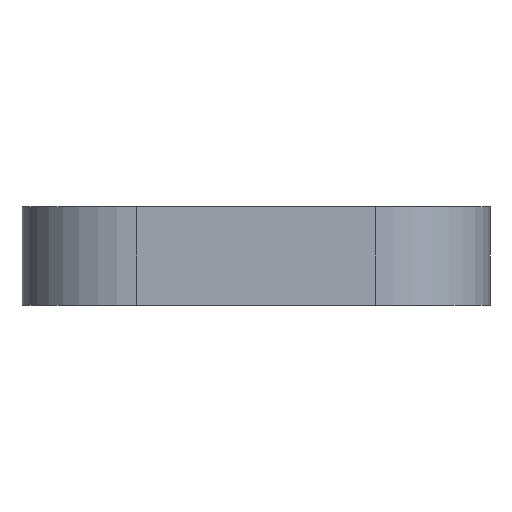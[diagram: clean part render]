
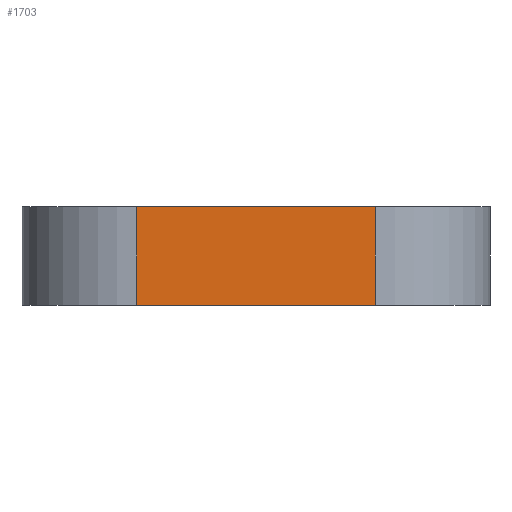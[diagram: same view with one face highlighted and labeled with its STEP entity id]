
A CAD part, left-side view. The second image highlights one B-rep face of the part: STEP entity #1703.
In plain terms, the highlighted planar face has unit normal (-1, 0, 0).
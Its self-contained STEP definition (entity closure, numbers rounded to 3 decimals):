
#73 = PLANE('',#74);
#74 = AXIS2_PLACEMENT_3D('',#75,#76,#77);
#75 = CARTESIAN_POINT('',(0.,-110.886,41.));
#76 = DIRECTION('',(0.,0.,1.));
#77 = DIRECTION('',(0.,1.,0.));
#128 = PLANE('',#129);
#129 = AXIS2_PLACEMENT_3D('',#130,#131,#132);
#130 = CARTESIAN_POINT('',(0.,-110.886,38.));
#131 = DIRECTION('',(0.,0.,1.));
#132 = DIRECTION('',(0.,1.,0.));
#378 = VERTEX_POINT('',#379);
#379 = CARTESIAN_POINT('',(-18.5,-108.75,38.));
#394 = CYLINDRICAL_SURFACE('',#395,3.5);
#395 = AXIS2_PLACEMENT_3D('',#396,#397,#398);
#396 = CARTESIAN_POINT('',(-15.,-108.75,38.));
#397 = DIRECTION('',(-0.,-0.,-1.));
#398 = DIRECTION('',(1.,0.,0.));
#406 = EDGE_CURVE('',#378,#407,#409,.T.);
#407 = VERTEX_POINT('',#408);
#408 = CARTESIAN_POINT('',(-18.5,-116.,38.));
#409 = SURFACE_CURVE('',#410,(#414,#421),.PCURVE_S1.);
#410 = LINE('',#411,#412);
#411 = CARTESIAN_POINT('',(-18.5,-108.75,38.));
#412 = VECTOR('',#413,1.);
#413 = DIRECTION('',(0.,-1.,0.));
#414 = PCURVE('',#128,#415);
#415 = DEFINITIONAL_REPRESENTATION('',(#416),#420);
#416 = LINE('',#417,#418);
#417 = CARTESIAN_POINT('',(2.136,18.5));
#418 = VECTOR('',#419,1.);
#419 = DIRECTION('',(-1.,0.));
#420 = ( GEOMETRIC_REPRESENTATION_CONTEXT(2) 
PARAMETRIC_REPRESENTATION_CONTEXT() REPRESENTATION_CONTEXT('2D SPACE',''
  ) );
#421 = PCURVE('',#422,#427);
#422 = PLANE('',#423);
#423 = AXIS2_PLACEMENT_3D('',#424,#425,#426);
#424 = CARTESIAN_POINT('',(-18.5,-108.75,38.));
#425 = DIRECTION('',(1.,0.,0.));
#426 = DIRECTION('',(0.,-1.,0.));
#427 = DEFINITIONAL_REPRESENTATION('',(#428),#432);
#428 = LINE('',#429,#430);
#429 = CARTESIAN_POINT('',(0.,0.));
#430 = VECTOR('',#431,1.);
#431 = DIRECTION('',(1.,0.));
#432 = ( GEOMETRIC_REPRESENTATION_CONTEXT(2) 
PARAMETRIC_REPRESENTATION_CONTEXT() REPRESENTATION_CONTEXT('2D SPACE',''
  ) );
#451 = CYLINDRICAL_SURFACE('',#452,3.5);
#452 = AXIS2_PLACEMENT_3D('',#453,#454,#455);
#453 = CARTESIAN_POINT('',(-15.,-116.,38.));
#454 = DIRECTION('',(-0.,-0.,-1.));
#455 = DIRECTION('',(1.,0.,0.));
#1182 = VERTEX_POINT('',#1183);
#1183 = CARTESIAN_POINT('',(-18.5,-108.75,41.));
#1205 = EDGE_CURVE('',#1182,#1206,#1208,.T.);
#1206 = VERTEX_POINT('',#1207);
#1207 = CARTESIAN_POINT('',(-18.5,-116.,41.));
#1208 = SURFACE_CURVE('',#1209,(#1213,#1220),.PCURVE_S1.);
#1209 = LINE('',#1210,#1211);
#1210 = CARTESIAN_POINT('',(-18.5,-108.75,41.));
#1211 = VECTOR('',#1212,1.);
#1212 = DIRECTION('',(0.,-1.,0.));
#1213 = PCURVE('',#73,#1214);
#1214 = DEFINITIONAL_REPRESENTATION('',(#1215),#1219);
#1215 = LINE('',#1216,#1217);
#1216 = CARTESIAN_POINT('',(2.136,18.5));
#1217 = VECTOR('',#1218,1.);
#1218 = DIRECTION('',(-1.,0.));
#1219 = ( GEOMETRIC_REPRESENTATION_CONTEXT(2) 
PARAMETRIC_REPRESENTATION_CONTEXT() REPRESENTATION_CONTEXT('2D SPACE',''
  ) );
#1220 = PCURVE('',#422,#1221);
#1221 = DEFINITIONAL_REPRESENTATION('',(#1222),#1226);
#1222 = LINE('',#1223,#1224);
#1223 = CARTESIAN_POINT('',(0.,-3.));
#1224 = VECTOR('',#1225,1.);
#1225 = DIRECTION('',(1.,0.));
#1226 = ( GEOMETRIC_REPRESENTATION_CONTEXT(2) 
PARAMETRIC_REPRESENTATION_CONTEXT() REPRESENTATION_CONTEXT('2D SPACE',''
  ) );
#1655 = EDGE_CURVE('',#378,#1182,#1656,.T.);
#1656 = SURFACE_CURVE('',#1657,(#1661,#1668),.PCURVE_S1.);
#1657 = LINE('',#1658,#1659);
#1658 = CARTESIAN_POINT('',(-18.5,-108.75,38.));
#1659 = VECTOR('',#1660,1.);
#1660 = DIRECTION('',(0.,0.,1.));
#1661 = PCURVE('',#394,#1662);
#1662 = DEFINITIONAL_REPRESENTATION('',(#1663),#1667);
#1663 = LINE('',#1664,#1665);
#1664 = CARTESIAN_POINT('',(-3.142,0.));
#1665 = VECTOR('',#1666,1.);
#1666 = DIRECTION('',(-0.,-1.));
#1667 = ( GEOMETRIC_REPRESENTATION_CONTEXT(2) 
PARAMETRIC_REPRESENTATION_CONTEXT() REPRESENTATION_CONTEXT('2D SPACE',''
  ) );
#1668 = PCURVE('',#422,#1669);
#1669 = DEFINITIONAL_REPRESENTATION('',(#1670),#1674);
#1670 = LINE('',#1671,#1672);
#1671 = CARTESIAN_POINT('',(0.,0.));
#1672 = VECTOR('',#1673,1.);
#1673 = DIRECTION('',(0.,-1.));
#1674 = ( GEOMETRIC_REPRESENTATION_CONTEXT(2) 
PARAMETRIC_REPRESENTATION_CONTEXT() REPRESENTATION_CONTEXT('2D SPACE',''
  ) );
#1703 = ADVANCED_FACE('',(#1704),#422,.F.);
#1704 = FACE_BOUND('',#1705,.F.);
#1705 = EDGE_LOOP('',(#1706,#1707,#1708,#1729));
#1706 = ORIENTED_EDGE('',*,*,#1655,.T.);
#1707 = ORIENTED_EDGE('',*,*,#1205,.T.);
#1708 = ORIENTED_EDGE('',*,*,#1709,.F.);
#1709 = EDGE_CURVE('',#407,#1206,#1710,.T.);
#1710 = SURFACE_CURVE('',#1711,(#1715,#1722),.PCURVE_S1.);
#1711 = LINE('',#1712,#1713);
#1712 = CARTESIAN_POINT('',(-18.5,-116.,38.));
#1713 = VECTOR('',#1714,1.);
#1714 = DIRECTION('',(0.,0.,1.));
#1715 = PCURVE('',#422,#1716);
#1716 = DEFINITIONAL_REPRESENTATION('',(#1717),#1721);
#1717 = LINE('',#1718,#1719);
#1718 = CARTESIAN_POINT('',(7.25,0.));
#1719 = VECTOR('',#1720,1.);
#1720 = DIRECTION('',(0.,-1.));
#1721 = ( GEOMETRIC_REPRESENTATION_CONTEXT(2) 
PARAMETRIC_REPRESENTATION_CONTEXT() REPRESENTATION_CONTEXT('2D SPACE',''
  ) );
#1722 = PCURVE('',#451,#1723);
#1723 = DEFINITIONAL_REPRESENTATION('',(#1724),#1728);
#1724 = LINE('',#1725,#1726);
#1725 = CARTESIAN_POINT('',(-3.142,0.));
#1726 = VECTOR('',#1727,1.);
#1727 = DIRECTION('',(-0.,-1.));
#1728 = ( GEOMETRIC_REPRESENTATION_CONTEXT(2) 
PARAMETRIC_REPRESENTATION_CONTEXT() REPRESENTATION_CONTEXT('2D SPACE',''
  ) );
#1729 = ORIENTED_EDGE('',*,*,#406,.F.);
